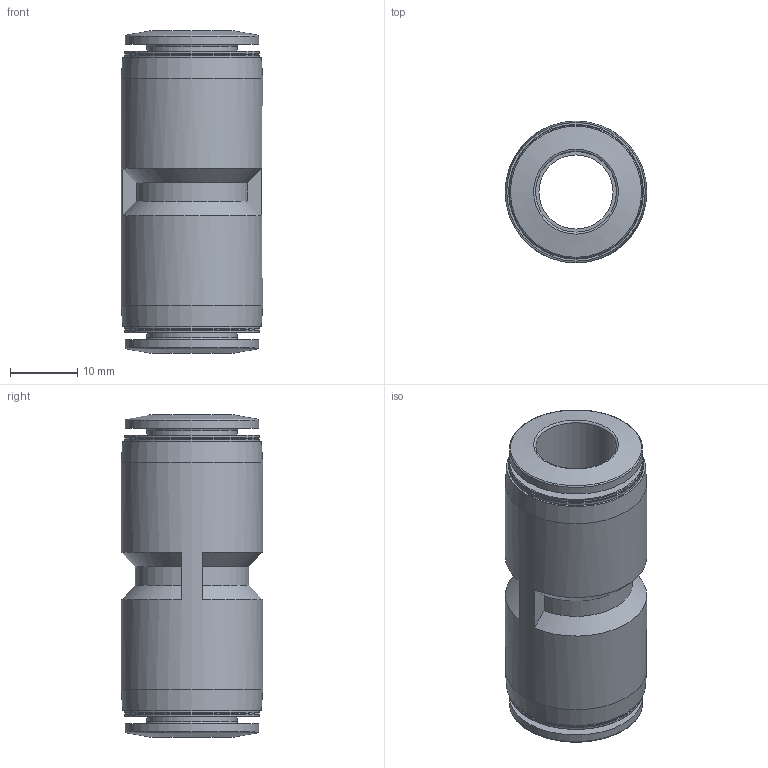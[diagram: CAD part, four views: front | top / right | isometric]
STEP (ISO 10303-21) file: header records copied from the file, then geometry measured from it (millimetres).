
FILE_DESCRIPTION(/* description */ ('STEP AP214'),/* implementation_level */ '2;1');
FILE_NAME(/* name */ '130690_QS-12-20',/* time_stamp */ '2024-09-14T06:20:24+02:00',/* author */ ('License CC BY-ND 4.0'),/* organization */ ('CADENAS'),/* preprocessor_version */ 'ST-DEVELOPER v19.3',/* originating_system */ 'PARTsolutions',/* authorisation */ ' ');
FILE_SCHEMA (('AUTOMOTIVE_DESIGN {1 0 10303 214 3 1 1}'));
Length unit declared in the file: millimetre
Products named in the file (1): 130690 QS-12-20
Bounding box: 21 x 21 x 47.8 mm (x, y, z)
Volume: 9815 mm3; surface area: 5994.5 mm2
Topology: 1 solids, 1 shells, 46 faces, 88 edges, 52 vertices
Faces by surface type: cone 14, cylinder 14, plane 12, torus 6
Full cylindrical faces by diameter (mm): 11 x1, 12 x2, 13.4 x2, 19.8 x2, 20 x4, 21 x1
Entity records: 1375 total; most frequent: DIRECTION 190, CARTESIAN_POINT 183, ORIENTED_EDGE 120, AXIS2_PLACEMENT_3D 91, EDGE_LOOP 84, FACE_BOUND 84, EDGE_CURVE 60, VERTEX_POINT 52
